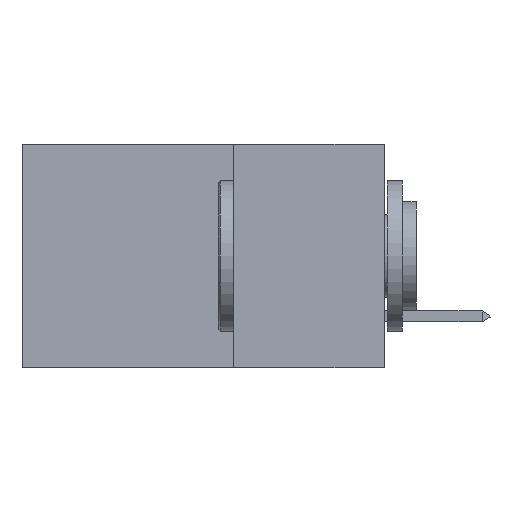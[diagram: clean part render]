
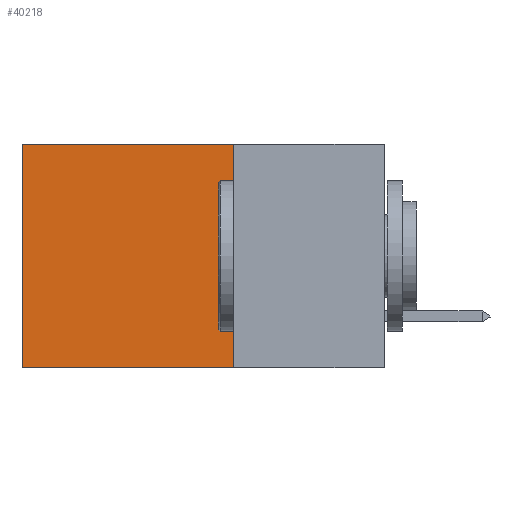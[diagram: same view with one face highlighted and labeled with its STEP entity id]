
A CAD part, left-side view. The second image highlights one B-rep face of the part: STEP entity #40218.
In plain terms, the highlighted planar face has unit normal (-1, 0, 0).
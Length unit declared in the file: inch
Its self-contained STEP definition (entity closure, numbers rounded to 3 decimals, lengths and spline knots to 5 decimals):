
#729 = DIRECTION ( 'NONE',  ( 0., 0., -1. ) ) ;
#2769 = CARTESIAN_POINT ( 'NONE',  ( 0.2875, 0.25, -0.37 ) ) ;
#3150 = VERTEX_POINT ( 'NONE', #3718 ) ;
#3718 = CARTESIAN_POINT ( 'NONE',  ( 0.2875, 0.25, 0. ) ) ;
#4229 = VECTOR ( 'NONE', #12144, 39.37008 ) ;
#9760 = ORIENTED_EDGE ( 'NONE', *, *, #19405, .F. ) ;
#10065 = CARTESIAN_POINT ( 'NONE',  ( 0.2875, 0.25, 0. ) ) ;
#10111 = VERTEX_POINT ( 'NONE', #32483 ) ;
#11226 = CARTESIAN_POINT ( 'NONE',  ( 0.2875, 0.25, -0.37 ) ) ;
#12144 = DIRECTION ( 'NONE',  ( 0., 1., 0. ) ) ;
#12340 = EDGE_CURVE ( 'NONE', #3150, #10111, #15293, .T. ) ;
#12501 = LINE ( 'NONE', #11226, #18989 ) ;
#14340 = CARTESIAN_POINT ( 'NONE',  ( 0.2875, 0.25, 0. ) ) ;
#14472 = LINE ( 'NONE', #38602, #38617 ) ;
#15293 = LINE ( 'NONE', #10065, #4229 ) ;
#15478 = VERTEX_POINT ( 'NONE', #2769 ) ;
#17260 = DIRECTION ( 'NONE',  ( 1., 0., 0. ) ) ;
#18971 = EDGE_CURVE ( 'NONE', #15478, #38019, #12501, .T. ) ;
#18989 = VECTOR ( 'NONE', #33398, 39.37008 ) ;
#19405 = EDGE_CURVE ( 'NONE', #3150, #15478, #14472, .T. ) ;
#20730 = DIRECTION ( 'NONE',  ( 0., 0., -1. ) ) ;
#22025 = EDGE_CURVE ( 'NONE', #10111, #38019, #24176, .T. ) ;
#22703 = CARTESIAN_POINT ( 'NONE',  ( 0.2875, 0.6, -0.37 ) ) ;
#24176 = LINE ( 'NONE', #32822, #34948 ) ;
#26979 = PLANE ( 'NONE',  #35595 ) ;
#28545 = EDGE_LOOP ( 'NONE', ( #35592, #38581, #9760, #39964 ) ) ;
#28892 = FACE_OUTER_BOUND ( 'NONE', #28545, .T. ) ;
#32483 = CARTESIAN_POINT ( 'NONE',  ( 0.2875, 0.6, 0. ) ) ;
#32822 = CARTESIAN_POINT ( 'NONE',  ( 0.2875, 0.6, 0. ) ) ;
#33398 = DIRECTION ( 'NONE',  ( 0., 1., 0. ) ) ;
#34948 = VECTOR ( 'NONE', #729, 39.37008 ) ;
#35592 = ORIENTED_EDGE ( 'NONE', *, *, #22025, .T. ) ;
#35595 = AXIS2_PLACEMENT_3D ( 'NONE', #14340, #17260, #20730 ) ;
#38019 = VERTEX_POINT ( 'NONE', #22703 ) ;
#38464 = DIRECTION ( 'NONE',  ( 0., 0., -1. ) ) ;
#38581 = ORIENTED_EDGE ( 'NONE', *, *, #18971, .F. ) ;
#38602 = CARTESIAN_POINT ( 'NONE',  ( 0.2875, 0.25, 0. ) ) ;
#38617 = VECTOR ( 'NONE', #38464, 39.37008 ) ;
#39964 = ORIENTED_EDGE ( 'NONE', *, *, #12340, .T. ) ;
#40218 = ADVANCED_FACE ( 'NONE', ( #28892 ), #26979, .F. ) ;
